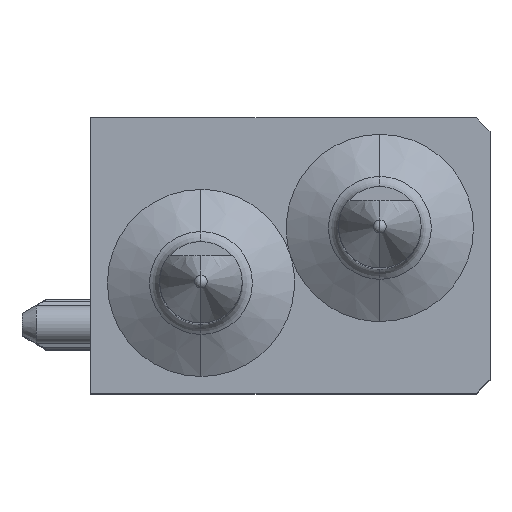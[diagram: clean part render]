
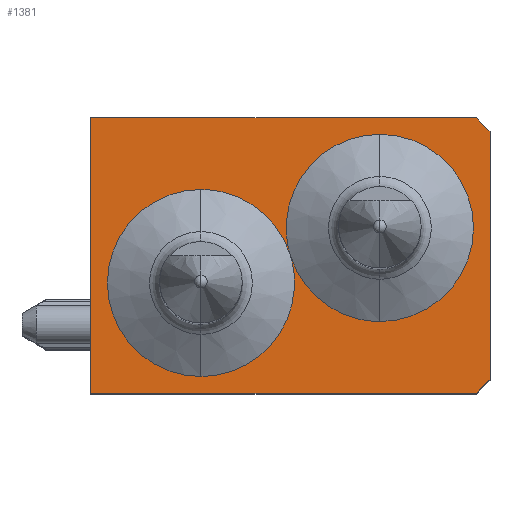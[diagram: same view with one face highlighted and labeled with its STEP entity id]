
A CAD part, top view. The second image highlights one B-rep face of the part: STEP entity #1381.
In plain terms, the highlighted planar face has unit normal (0, 0, 1).
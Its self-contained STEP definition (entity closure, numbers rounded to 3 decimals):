
#72=DIRECTION('',(0.,-1.,0.));
#73=VECTOR('',#72,10.);
#74=CARTESIAN_POINT('',(-7.25,5.,0.));
#75=LINE('',#74,#73);
#76=DIRECTION('',(-1.,0.,0.));
#77=VECTOR('',#76,14.);
#78=CARTESIAN_POINT('',(6.75,5.,0.));
#79=LINE('',#78,#77);
#80=DIRECTION('',(-0.707,0.707,0.));
#81=VECTOR('',#80,0.707);
#82=CARTESIAN_POINT('',(7.25,4.5,0.));
#83=LINE('',#82,#81);
#84=DIRECTION('',(0.,1.,0.));
#85=VECTOR('',#84,9.);
#86=CARTESIAN_POINT('',(7.25,-4.5,0.));
#87=LINE('',#86,#85);
#88=DIRECTION('',(0.707,0.707,0.));
#89=VECTOR('',#88,0.707);
#90=CARTESIAN_POINT('',(6.75,-5.,0.));
#91=LINE('',#90,#89);
#92=DIRECTION('',(1.,0.,0.));
#93=VECTOR('',#92,14.);
#94=CARTESIAN_POINT('',(-7.25,-5.,0.));
#95=LINE('',#94,#93);
#96=CARTESIAN_POINT('',(3.25,4.4,0.));
#97=CARTESIAN_POINT('',(3.013,4.4,0.));
#98=CARTESIAN_POINT('',(2.55,4.352,0.));
#99=CARTESIAN_POINT('',(1.877,4.137,0.));
#100=CARTESIAN_POINT('',(1.264,3.79,0.));
#101=CARTESIAN_POINT('',(0.735,3.324,0.));
#102=CARTESIAN_POINT('',(0.312,2.76,
0.));
#103=CARTESIAN_POINT('',(0.015,2.121,0.));
#104=CARTESIAN_POINT('',(-0.147,1.435,
0.));
#105=CARTESIAN_POINT('',(-0.162,0.729,
0.));
#106=CARTESIAN_POINT('',(-0.081,0.271,
-0.001));
#107=CARTESIAN_POINT('',(-0.014,0.043,
-0.001));
#109=CARTESIAN_POINT('',(-0.014,0.043,
-0.001));
#110=CARTESIAN_POINT('',(-0.07,0.214,
-0.001));
#111=CARTESIAN_POINT('',(-0.208,0.542,
0.));
#112=CARTESIAN_POINT('',(-0.486,1.001,
0.));
#113=CARTESIAN_POINT('',(-0.834,1.409,
0.));
#114=CARTESIAN_POINT('',(-1.241,1.757,
0.));
#115=CARTESIAN_POINT('',(-1.698,2.038,0.));
#116=CARTESIAN_POINT('',(-2.193,2.244,
0.));
#117=CARTESIAN_POINT('',(-2.716,2.369,0.));
#118=CARTESIAN_POINT('',(-3.07,2.398,0.));
#119=CARTESIAN_POINT('',(-3.25,2.398,0.));
#121=CARTESIAN_POINT('',(-3.25,-1.,0.));
#122=DIRECTION('',(0.,0.,1.));
#123=DIRECTION('',(0.,1.,0.));
#124=AXIS2_PLACEMENT_3D('',#121,#122,#123);
#126=CARTESIAN_POINT('',(-3.25,-4.398,0.));
#127=CARTESIAN_POINT('',(-3.057,-4.398,0.));
#128=CARTESIAN_POINT('',(-2.677,-4.365,
0.));
#129=CARTESIAN_POINT('',(-2.119,-4.221,
0.));
#130=CARTESIAN_POINT('',(-1.594,-3.985,
0.));
#131=CARTESIAN_POINT('',(-1.116,-3.665,
0.));
#132=CARTESIAN_POINT('',(-0.699,-3.268,
0.));
#133=CARTESIAN_POINT('',(-0.354,-2.808,
0.));
#134=CARTESIAN_POINT('',(-0.092,-2.296,
0.));
#135=CARTESIAN_POINT('',(0.081,-1.747,
0.));
#136=CARTESIAN_POINT('',(0.159,-1.177,
0.));
#137=CARTESIAN_POINT('',(0.139,-0.601,
0.));
#138=CARTESIAN_POINT('',(0.066,-0.227,
-0.001));
#139=CARTESIAN_POINT('',(0.012,-0.041,
-0.001));
#141=CARTESIAN_POINT('',(0.012,-0.041,
-0.001));
#142=CARTESIAN_POINT('',(0.075,-0.238,
-0.001));
#143=CARTESIAN_POINT('',(0.236,-0.612,
0.));
#144=CARTESIAN_POINT('',(0.573,-1.126,
0.));
#145=CARTESIAN_POINT('',(0.997,-1.571,
0.));
#146=CARTESIAN_POINT('',(1.493,-1.932,
0.));
#147=CARTESIAN_POINT('',(2.046,-2.199,0.));
#148=CARTESIAN_POINT('',(2.638,-2.363,
0.));
#149=CARTESIAN_POINT('',(3.043,-2.4,0.));
#150=CARTESIAN_POINT('',(3.25,-2.4,0.));
#152=CARTESIAN_POINT('',(3.25,1.,0.));
#153=DIRECTION('',(0.,0.,1.));
#154=DIRECTION('',(0.,-1.,0.));
#155=AXIS2_PLACEMENT_3D('',#152,#153,#154);
#1154=CARTESIAN_POINT('',(-7.25,5.,0.));
#1155=CARTESIAN_POINT('',(-7.25,-5.,0.));
#1156=VERTEX_POINT('',#1154);
#1157=VERTEX_POINT('',#1155);
#1158=CARTESIAN_POINT('',(6.75,-5.,0.));
#1159=VERTEX_POINT('',#1158);
#1160=CARTESIAN_POINT('',(7.25,-4.5,0.));
#1161=CARTESIAN_POINT('',(7.25,4.5,0.));
#1162=VERTEX_POINT('',#1160);
#1163=VERTEX_POINT('',#1161);
#1164=CARTESIAN_POINT('',(6.75,5.,0.));
#1165=VERTEX_POINT('',#1164);
#1244=CARTESIAN_POINT('',(-3.25,2.398,0.));
#1245=CARTESIAN_POINT('',(-3.25,-4.398,0.));
#1246=VERTEX_POINT('',#1244);
#1247=VERTEX_POINT('',#1245);
#1260=VERTEX_POINT('',#96);
#1261=VERTEX_POINT('',#107);
#1262=CARTESIAN_POINT('',(3.25,-2.4,0.));
#1263=VERTEX_POINT('',#1262);
#1268=VERTEX_POINT('',#139);
#1348=CARTESIAN_POINT('',(0.,0.,0.));
#1349=DIRECTION('',(0.,0.,1.));
#1350=DIRECTION('',(1.,0.,0.));
#1351=AXIS2_PLACEMENT_3D('',#1348,#1349,#1350);
#1352=PLANE('',#1351);
#1354=ORIENTED_EDGE('',*,*,#1353,.F.);
#1356=ORIENTED_EDGE('',*,*,#1355,.F.);
#1358=ORIENTED_EDGE('',*,*,#1357,.F.);
#1360=ORIENTED_EDGE('',*,*,#1359,.F.);
#1362=ORIENTED_EDGE('',*,*,#1361,.F.);
#1364=ORIENTED_EDGE('',*,*,#1363,.F.);
#1365=EDGE_LOOP('',(#1354,#1356,#1358,#1360,#1362,#1364));
#1366=FACE_OUTER_BOUND('',#1365,.F.);
#1368=ORIENTED_EDGE('',*,*,#1367,.T.);
#1370=ORIENTED_EDGE('',*,*,#1369,.T.);
#1372=ORIENTED_EDGE('',*,*,#1371,.T.);
#1374=ORIENTED_EDGE('',*,*,#1373,.T.);
#1376=ORIENTED_EDGE('',*,*,#1375,.T.);
#1378=ORIENTED_EDGE('',*,*,#1377,.T.);
#1379=EDGE_LOOP('',(#1368,#1370,#1372,#1374,#1376,#1378));
#1380=FACE_BOUND('',#1379,.F.);
#1381=ADVANCED_FACE('',(#1366,#1380),#1352,.T.);
#108=B_SPLINE_CURVE_WITH_KNOTS('',3,(#96,#97,#98,#99,#100,#101,#102,#103,#104,
#105,#106,#107),.UNSPECIFIED.,.F.,.F.,(4,1,1,1,1,1,1,1,1,4),(0.,
0.111,0.222,0.333,0.444,
0.556,0.667,0.778,0.889,1.),
.UNSPECIFIED.);
#120=B_SPLINE_CURVE_WITH_KNOTS('',3,(#109,#110,#111,#112,#113,#114,#115,#116,
#117,#118,#119),.UNSPECIFIED.,.F.,.F.,(4,1,1,1,1,1,1,1,4),(0.,0.125,0.25,
0.375,0.5,0.625,0.75,0.875,1.),.UNSPECIFIED.);
#125=CIRCLE('',#124,3.398);
#140=B_SPLINE_CURVE_WITH_KNOTS('',3,(#126,#127,#128,#129,#130,#131,#132,#133,
#134,#135,#136,#137,#138,#139),.UNSPECIFIED.,.F.,.F.,(4,1,1,1,1,1,1,1,1,1,1,4),(
0.,0.091,0.182,0.273,0.364,
0.455,0.545,0.636,0.727,
0.818,0.909,1.),.UNSPECIFIED.);
#151=B_SPLINE_CURVE_WITH_KNOTS('',3,(#141,#142,#143,#144,#145,#146,#147,#148,
#149,#150),.UNSPECIFIED.,.F.,.F.,(4,1,1,1,1,1,1,4),(0.,0.143,
0.286,0.429,0.571,0.714,
0.857,1.),.UNSPECIFIED.);
#156=CIRCLE('',#155,3.4);
#1353=EDGE_CURVE('',#1156,#1157,#75,.T.);
#1355=EDGE_CURVE('',#1165,#1156,#79,.T.);
#1357=EDGE_CURVE('',#1163,#1165,#83,.T.);
#1359=EDGE_CURVE('',#1162,#1163,#87,.T.);
#1361=EDGE_CURVE('',#1159,#1162,#91,.T.);
#1363=EDGE_CURVE('',#1157,#1159,#95,.T.);
#1367=EDGE_CURVE('',#1260,#1261,#108,.T.);
#1369=EDGE_CURVE('',#1261,#1246,#120,.T.);
#1371=EDGE_CURVE('',#1246,#1247,#125,.T.);
#1373=EDGE_CURVE('',#1247,#1268,#140,.T.);
#1375=EDGE_CURVE('',#1268,#1263,#151,.T.);
#1377=EDGE_CURVE('',#1263,#1260,#156,.T.);
